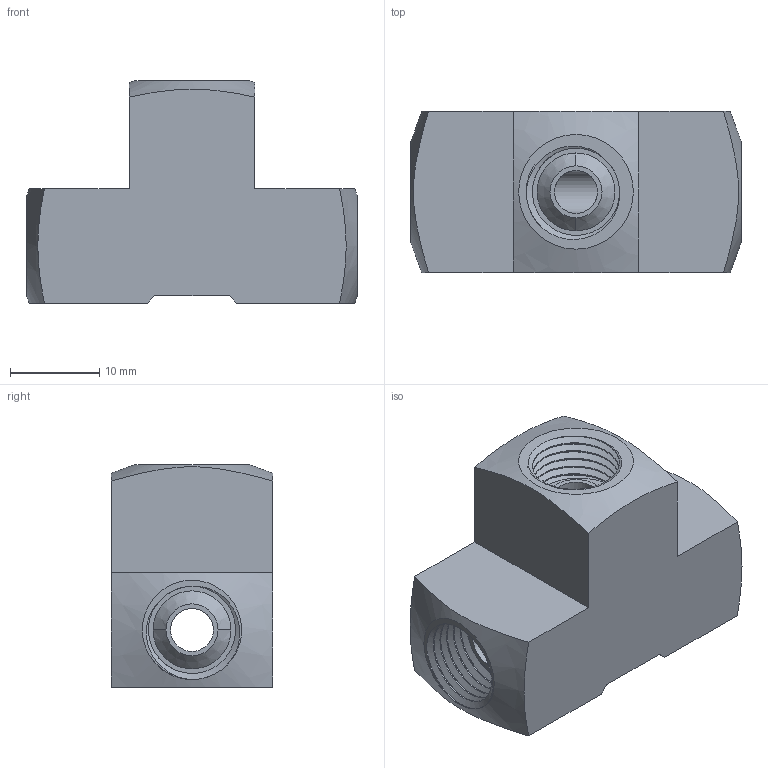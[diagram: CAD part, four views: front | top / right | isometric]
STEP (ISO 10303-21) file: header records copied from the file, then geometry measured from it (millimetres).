
FILE_DESCRIPTION(/* description */ (''),/* implementation_level */ '2;1');
FILE_NAME(/* name */ '101-N2.stp',/* time_stamp */ '2024-01-23T09:47:16-05:00',/* author */ ('esanner'),/* organization */ (''),/* preprocessor_version */ 'ST-DEVELOPER v19',/* originating_system */ 'AutoCAD Mechanical',/* authorisation */ '');
FILE_SCHEMA (('AUTOMOTIVE_DESIGN { 1 0 10303 214 3 1 1 }'));
Length unit declared in the file: millimetre
Products named in the file (2): Product; 101-N2
Assembly tree (1 placements, depth 2):
  Product
    101-N2
Bounding box: 37 x 18.03 x 24.88 mm (x, y, z)
Volume: 9113.2 mm3; surface area: 4937.6 mm2
Topology: 1 solids, 1 shells, 87 faces, 254 edges, 172 vertices
Faces by surface type: cylinder 52, plane 20, cone 9, bspline 6
Full cylindrical faces by diameter (mm): 4.801 x2, 9.738 x15, 11.113 x7
Entity records: 9580 total; most frequent: CARTESIAN_POINT 7586, ORIENTED_EDGE 514, DIRECTION 321, EDGE_CURVE 257, VERTEX_POINT 175, AXIS2_PLACEMENT_3D 119, EDGE_LOOP 94, FACE_OUTER_BOUND 87
